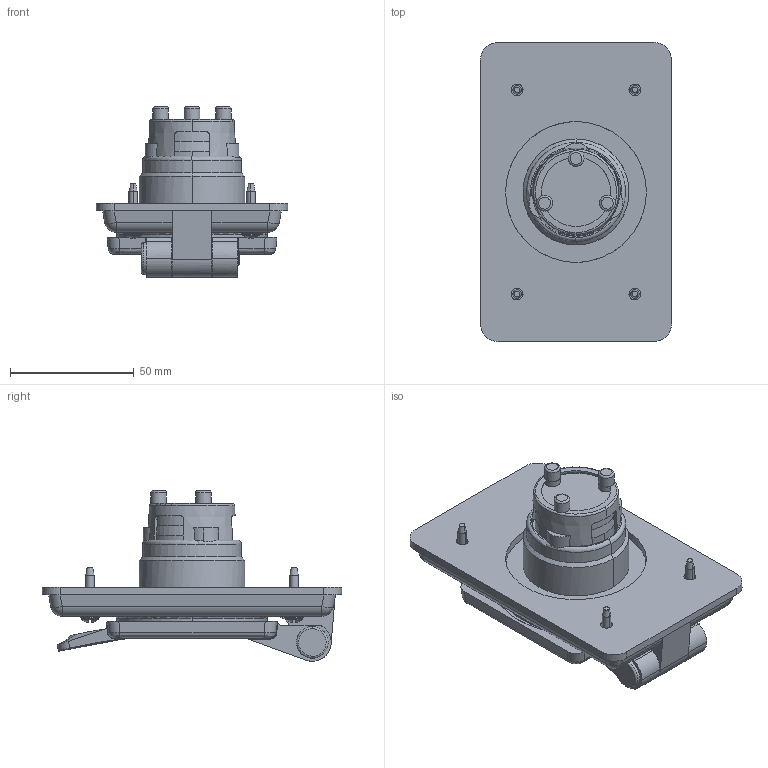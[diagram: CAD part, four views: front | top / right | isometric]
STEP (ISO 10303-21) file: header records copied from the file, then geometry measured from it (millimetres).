
FILE_DESCRIPTION (( 'STEP AP214' ), '1' );
FILE_NAME ('CATSTD-15378-CWP-M01.STEP', '2021-12-16T14:31:41', ( '' ), ( '' ), 'SwSTEP 2.0', 'SolidWorks 2020', '' );
FILE_SCHEMA (( 'AUTOMOTIVE_DESIGN' ));
Length unit declared in the file: inch
Products named in the file (1): CATSTD-15378-CWP-M01
Bounding box: 77.32 x 120.98 x 68.91 mm (x, y, z)
Volume: 146459.8 mm3; surface area: 53862 mm2
Topology: 8 solids, 8 shells, 1309 faces, 3579 edges, 2344 vertices
Faces by surface type: plane 955, cylinder 188, cone 50, torus 49, bspline 47, sphere 20
Full cylindrical faces by diameter (mm): 6.35 x3
Entity records: 72037 total; most frequent: CARTESIAN_POINT 29035, ORIENTED_EDGE 7138, EDGE_CURVE 3569, B_SPLINE_CURVE_WITH_KNOTS 3560, DIRECTION 2544, VERTEX_POINT 2344, EDGE_LOOP 1391, DIMENSIONAL_EXPONENTS 1319
